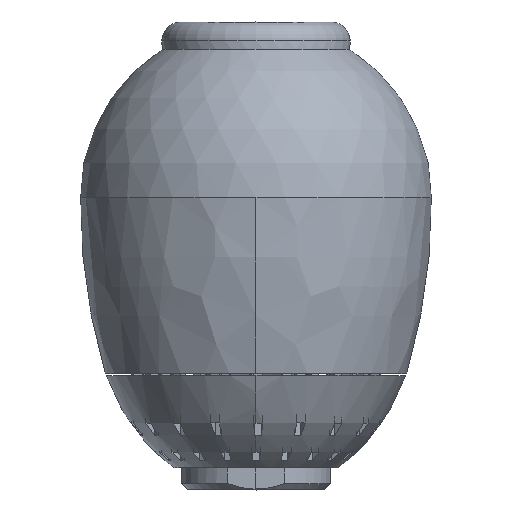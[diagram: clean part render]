
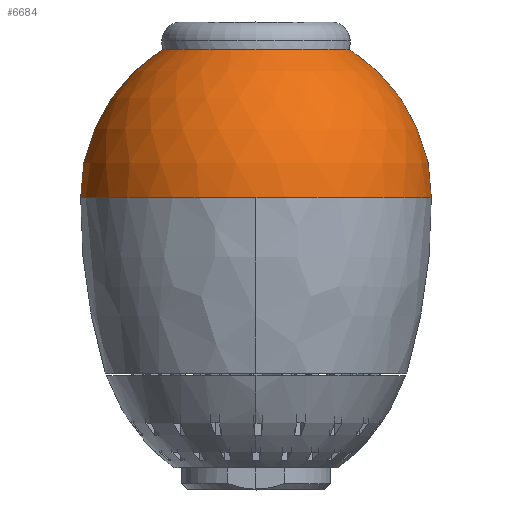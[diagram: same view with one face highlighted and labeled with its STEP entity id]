
A CAD part, top view. The second image highlights one B-rep face of the part: STEP entity #6684.
In plain terms, the highlighted spherical face has radius 28 mm.
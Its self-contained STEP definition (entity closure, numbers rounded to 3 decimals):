
#18=CARTESIAN_POINT('',(9.549,51.437,-11.98));
#19=CARTESIAN_POINT('',(9.667,51.503,-11.757));
#20=CARTESIAN_POINT('',(9.947,51.604,-11.319));
#21=CARTESIAN_POINT('',(10.327,51.643,-10.883));
#22=CARTESIAN_POINT('',(10.547,51.643,-10.666));
#24=CARTESIAN_POINT('',(9.549,51.437,-11.98));
#25=CARTESIAN_POINT('',(9.872,51.191,-12.204));
#26=CARTESIAN_POINT('',(10.541,50.653,-12.67));
#27=CARTESIAN_POINT('',(11.594,49.692,-13.416));
#28=CARTESIAN_POINT('',(12.683,48.553,-14.207));
#29=CARTESIAN_POINT('',(13.79,47.208,-15.042));
#30=CARTESIAN_POINT('',(14.902,45.603,-15.93));
#31=CARTESIAN_POINT('',(15.988,43.677,-16.875));
#32=CARTESIAN_POINT('',(16.981,41.378,-17.87));
#33=CARTESIAN_POINT('',(17.784,38.68,-18.897));
#34=CARTESIAN_POINT('',(18.288,35.411,-19.984));
#35=CARTESIAN_POINT('',(18.223,31.638,-21.066));
#36=CARTESIAN_POINT('',(17.733,29.208,-21.674));
#37=CARTESIAN_POINT('',(17.372,28.,-21.959));
#39=CARTESIAN_POINT('',(-17.372,28.,-21.959));
#40=CARTESIAN_POINT('',(-17.733,29.209,-21.674));
#41=CARTESIAN_POINT('',(-18.224,31.642,-21.065));
#42=CARTESIAN_POINT('',(-18.287,35.429,-19.978));
#43=CARTESIAN_POINT('',(-17.781,38.692,-18.892));
#44=CARTESIAN_POINT('',(-16.977,41.389,-17.866));
#45=CARTESIAN_POINT('',(-15.984,43.686,-16.871));
#46=CARTESIAN_POINT('',(-14.898,45.609,-15.927));
#47=CARTESIAN_POINT('',(-13.786,47.213,-15.039));
#48=CARTESIAN_POINT('',(-12.678,48.558,-14.204));
#49=CARTESIAN_POINT('',(-11.591,49.694,-13.414));
#50=CARTESIAN_POINT('',(-10.54,50.654,-12.669));
#51=CARTESIAN_POINT('',(-9.872,51.191,-12.204));
#52=CARTESIAN_POINT('',(-9.549,51.437,-11.98));
#54=CARTESIAN_POINT('',(-10.547,51.643,-10.666));
#55=CARTESIAN_POINT('',(-10.327,51.643,-10.883));
#56=CARTESIAN_POINT('',(-9.947,51.604,-11.319));
#57=CARTESIAN_POINT('',(-9.667,51.503,-11.757));
#58=CARTESIAN_POINT('',(-9.549,51.437,-11.98));
#60=CARTESIAN_POINT('',(0.,51.643,0.));
#61=DIRECTION('',(0.,1.,0.));
#62=DIRECTION('',(-0.703,0.,-0.711));
#63=AXIS2_PLACEMENT_3D('',#60,#61,#62);
#75=CARTESIAN_POINT('',(-17.372,28.,-21.959));
#77=CARTESIAN_POINT('',(0.,28.,0.));
#78=DIRECTION('',(0.,-1.,0.));
#79=DIRECTION('',(0.,0.,1.));
#80=AXIS2_PLACEMENT_3D('',#77,#78,#79);
#82=CARTESIAN_POINT('',(17.372,28.,-21.959));
#104=CARTESIAN_POINT('',(0.,28.,0.));
#105=DIRECTION('',(0.,1.,0.));
#106=DIRECTION('',(0.,0.,1.));
#107=AXIS2_PLACEMENT_3D('',#104,#105,#106);
#273=CARTESIAN_POINT('',(9.549,51.437,-11.98));
#5355=CARTESIAN_POINT('',(0.,28.,28.));
#5357=VERTEX_POINT('',#5355);
#5364=VERTEX_POINT('',#75);
#5367=VERTEX_POINT('',#82);
#5401=VERTEX_POINT('',#273);
#5402=VERTEX_POINT('',#22);
#5409=VERTEX_POINT('',#54);
#5410=VERTEX_POINT('',#58);
#6663=CARTESIAN_POINT('',(0.,28.,0.));
#6664=DIRECTION('',(0.,-1.,0.));
#6665=DIRECTION('',(0.,0.,1.));
#6666=AXIS2_PLACEMENT_3D('',#6663,#6664,#6665);
#6667=SPHERICAL_SURFACE('',#6666,28.);
#6669=ORIENTED_EDGE('',*,*,#6668,.F.);
#6671=ORIENTED_EDGE('',*,*,#6670,.T.);
#6673=ORIENTED_EDGE('',*,*,#6672,.F.);
#6675=ORIENTED_EDGE('',*,*,#6674,.T.);
#6677=ORIENTED_EDGE('',*,*,#6676,.T.);
#6679=ORIENTED_EDGE('',*,*,#6678,.F.);
#6681=ORIENTED_EDGE('',*,*,#6680,.T.);
#6682=EDGE_LOOP('',(#6669,#6671,#6673,#6675,#6677,#6679,#6681));
#6683=FACE_OUTER_BOUND('',#6682,.F.);
#6684=ADVANCED_FACE('',(#6683),#6667,.T.);
#23=B_SPLINE_CURVE_WITH_KNOTS('',3,(#18,#19,#20,#21,#22),.UNSPECIFIED.,.F.,.F.,(
4,1,4),(0.,0.5,1.),.UNSPECIFIED.);
#38=B_SPLINE_CURVE_WITH_KNOTS('',3,(#24,#25,#26,#27,#28,#29,#30,#31,#32,#33,#34,
#35,#36,#37),.UNSPECIFIED.,.F.,.F.,(4,1,1,1,1,1,1,1,1,1,1,4),(0.,
0.091,0.182,0.273,0.364,
0.455,0.545,0.636,0.727,
0.818,0.909,1.),.UNSPECIFIED.);
#53=B_SPLINE_CURVE_WITH_KNOTS('',3,(#39,#40,#41,#42,#43,#44,#45,#46,#47,#48,#49,
#50,#51,#52),.UNSPECIFIED.,.F.,.F.,(4,1,1,1,1,1,1,1,1,1,1,4),(0.,
0.091,0.182,0.273,0.364,
0.455,0.545,0.636,0.727,
0.818,0.909,1.),.UNSPECIFIED.);
#59=B_SPLINE_CURVE_WITH_KNOTS('',3,(#54,#55,#56,#57,#58),.UNSPECIFIED.,.F.,.F.,(
4,1,4),(0.,0.5,1.),.UNSPECIFIED.);
#64=CIRCLE('',#63,15.);
#81=CIRCLE('',#80,28.);
#108=CIRCLE('',#107,28.);
#6668=EDGE_CURVE('',#5401,#5402,#23,.T.);
#6670=EDGE_CURVE('',#5401,#5367,#38,.T.);
#6672=EDGE_CURVE('',#5357,#5367,#108,.T.);
#6674=EDGE_CURVE('',#5357,#5364,#81,.T.);
#6676=EDGE_CURVE('',#5364,#5410,#53,.T.);
#6678=EDGE_CURVE('',#5409,#5410,#59,.T.);
#6680=EDGE_CURVE('',#5409,#5402,#64,.T.);
